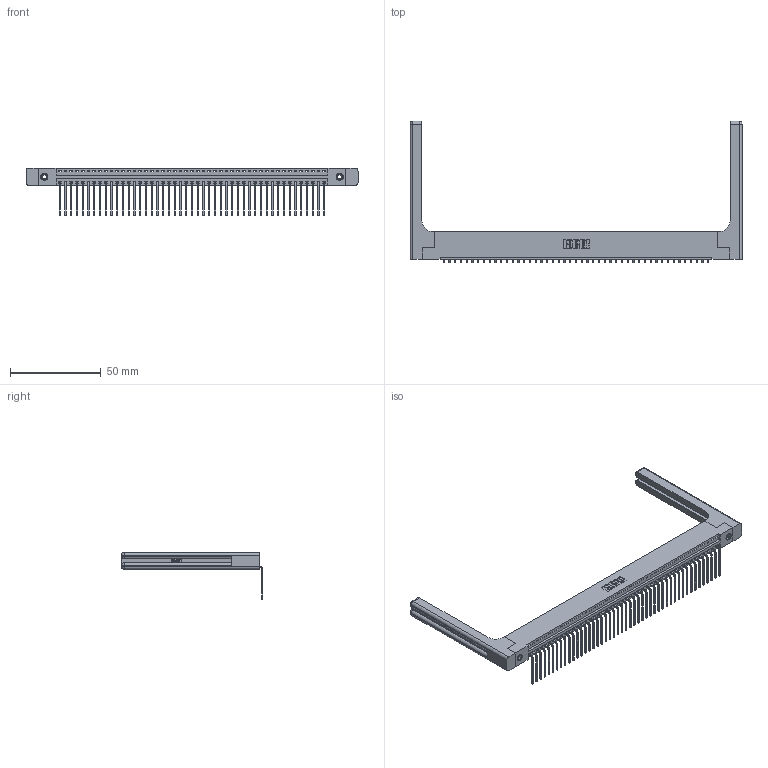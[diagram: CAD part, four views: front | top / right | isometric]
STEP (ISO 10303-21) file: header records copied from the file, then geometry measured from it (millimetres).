
FILE_DESCRIPTION (( 'STEP AP203' ), '1' );
FILE_NAME ('346-047-559-158.STEP', '2022-05-09T22:33:41', ( '' ), ( '' ), 'SwSTEP 2.0', 'SolidWorks 2020', '' );
FILE_SCHEMA (( 'CONFIG_CONTROL_DESIGN' ));
Length unit declared in the file: inch
Products named in the file (5): 346-220-058_345-220-058; 345-250-001_345-250-001-102; 346 Part_Flush Mounting Lugs - 0.156 Dia-TH; 346-047-559-158; 345-292-001_558 559 Tail - 1
Assembly tree (52 placements, depth 2):
  346-047-559-158
    346 Part_Flush Mounting Lugs - 0.156 Dia-TH
    345-292-001_558 559 Tail - 1  x47
    345-250-001_345-250-001-102  x2
    346-220-058_345-220-058  x2
Bounding box: 183.29 x 78.04 x 26.16 mm (x, y, z)
Volume: 9591.3 mm3; surface area: 28334.6 mm2
Topology: 51 solids, 52 shells, 3212 faces, 9585 edges, 6306 vertices
Faces by surface type: plane 2212, cylinder 940, bspline 36, cone 12, sphere 8, torus 4
Entity records: 34178 total; most frequent: CARTESIAN_POINT 6840, ORIENTED_EDGE 5616, DIRECTION 4958, EDGE_CURVE 2808, LINE 2396, VECTOR 2396, VERTEX_POINT 1862, AXIS2_PLACEMENT_3D 1281
